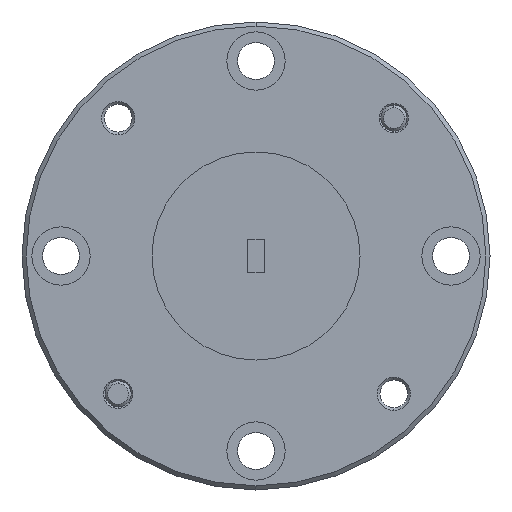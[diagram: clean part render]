
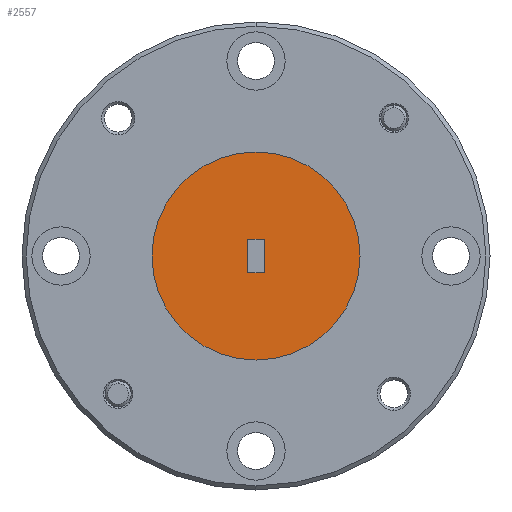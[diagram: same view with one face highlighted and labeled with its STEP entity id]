
A CAD part, left-side view. The second image highlights one B-rep face of the part: STEP entity #2557.
In plain terms, the highlighted planar face has unit normal (-1, 0, 0).
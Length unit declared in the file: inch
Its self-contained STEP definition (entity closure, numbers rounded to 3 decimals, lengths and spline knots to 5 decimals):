
#114 = CARTESIAN_POINT ( 'NONE',  ( -2.4003, 0.69275, 0.47853 ) ) ;
#132 = CARTESIAN_POINT ( 'NONE',  ( -2.4003, 0.69275, 0.55853 ) ) ;
#253 = CARTESIAN_POINT ( 'NONE',  ( -2.4003, 0.69275, 0.55853 ) ) ;
#279 = DIRECTION ( 'NONE',  ( -1., 0., 0. ) ) ;
#309 = CARTESIAN_POINT ( 'NONE',  ( -2.4003, 0.71275, 0.51853 ) ) ;
#348 = CARTESIAN_POINT ( 'NONE',  ( -2.4003, 0.73275, 0.55853 ) ) ;
#678 = VECTOR ( 'NONE', #2000, 39.37008 ) ;
#762 = CIRCLE ( 'NONE', #1275, 0.25 ) ;
#784 = EDGE_CURVE ( 'NONE', #2578, #2301, #3577, .T. ) ;
#847 = CARTESIAN_POINT ( 'NONE',  ( -2.4003, 0.71275, 0.51853 ) ) ;
#851 = EDGE_CURVE ( 'NONE', #3106, #1060, #912, .T. ) ;
#853 = DIRECTION ( 'NONE',  ( 0., 0., 1. ) ) ;
#892 = LINE ( 'NONE', #114, #2343 ) ;
#912 = LINE ( 'NONE', #3578, #678 ) ;
#980 = ORIENTED_EDGE ( 'NONE', *, *, #851, .T. ) ;
#1060 = VERTEX_POINT ( 'NONE', #1992 ) ;
#1125 = LINE ( 'NONE', #3545, #3006 ) ;
#1224 = DIRECTION ( 'NONE',  ( 0., 0., 1. ) ) ;
#1275 = AXIS2_PLACEMENT_3D ( 'NONE', #847, #3890, #1774 ) ;
#1491 = VERTEX_POINT ( 'NONE', #3692 ) ;
#1616 = DIRECTION ( 'NONE',  ( 0., -1., 0. ) ) ;
#1624 = CARTESIAN_POINT ( 'NONE',  ( -2.4003, 0.69275, 0.47853 ) ) ;
#1668 = DIRECTION ( 'NONE',  ( 0., 0., -1. ) ) ;
#1772 = AXIS2_PLACEMENT_3D ( 'NONE', #3092, #3727, #1874 ) ;
#1774 = DIRECTION ( 'NONE',  ( 0., 0., 1. ) ) ;
#1874 = DIRECTION ( 'NONE',  ( 0., 0., -1. ) ) ;
#1931 = ORIENTED_EDGE ( 'NONE', *, *, #1957, .T. ) ;
#1957 = EDGE_CURVE ( 'NONE', #2455, #1491, #2255, .T. ) ;
#1992 = CARTESIAN_POINT ( 'NONE',  ( -2.4003, 0.73275, 0.47853 ) ) ;
#2000 = DIRECTION ( 'NONE',  ( 0., 1., 0. ) ) ;
#2255 = CIRCLE ( 'NONE', #2670, 0.25 ) ;
#2256 = EDGE_CURVE ( 'NONE', #2301, #3106, #892, .T. ) ;
#2301 = VERTEX_POINT ( 'NONE', #253 ) ;
#2343 = VECTOR ( 'NONE', #1668, 39.37008 ) ;
#2391 = ORIENTED_EDGE ( 'NONE', *, *, #2256, .T. ) ;
#2453 = CARTESIAN_POINT ( 'NONE',  ( -2.4003, 0.71275, 0.76853 ) ) ;
#2455 = VERTEX_POINT ( 'NONE', #2453 ) ;
#2557 = ADVANCED_FACE ( 'NONE', ( #3794, #2647 ), #3448, .F. ) ;
#2578 = VERTEX_POINT ( 'NONE', #348 ) ;
#2647 = FACE_OUTER_BOUND ( 'NONE', #3178, .T. ) ;
#2648 = ORIENTED_EDGE ( 'NONE', *, *, #784, .T. ) ;
#2670 = AXIS2_PLACEMENT_3D ( 'NONE', #309, #279, #1224 ) ;
#2878 = EDGE_LOOP ( 'NONE', ( #3031, #2648, #2391, #980 ) ) ;
#2937 = VECTOR ( 'NONE', #1616, 39.37008 ) ;
#3006 = VECTOR ( 'NONE', #853, 39.37008 ) ;
#3031 = ORIENTED_EDGE ( 'NONE', *, *, #3357, .T. ) ;
#3092 = CARTESIAN_POINT ( 'NONE',  ( -2.4003, 0.71275, 0.51853 ) ) ;
#3106 = VERTEX_POINT ( 'NONE', #1624 ) ;
#3178 = EDGE_LOOP ( 'NONE', ( #1931, #3265 ) ) ;
#3265 = ORIENTED_EDGE ( 'NONE', *, *, #3624, .T. ) ;
#3357 = EDGE_CURVE ( 'NONE', #1060, #2578, #1125, .T. ) ;
#3448 = PLANE ( 'NONE',  #1772 ) ;
#3545 = CARTESIAN_POINT ( 'NONE',  ( -2.4003, 0.73275, 0.47853 ) ) ;
#3577 = LINE ( 'NONE', #132, #2937 ) ;
#3578 = CARTESIAN_POINT ( 'NONE',  ( -2.4003, 0.69275, 0.47853 ) ) ;
#3624 = EDGE_CURVE ( 'NONE', #1491, #2455, #762, .T. ) ;
#3692 = CARTESIAN_POINT ( 'NONE',  ( -2.4003, 0.71275, 0.26853 ) ) ;
#3727 = DIRECTION ( 'NONE',  ( 1., 0., 0. ) ) ;
#3794 = FACE_BOUND ( 'NONE', #2878, .T. ) ;
#3890 = DIRECTION ( 'NONE',  ( -1., 0., 0. ) ) ;
